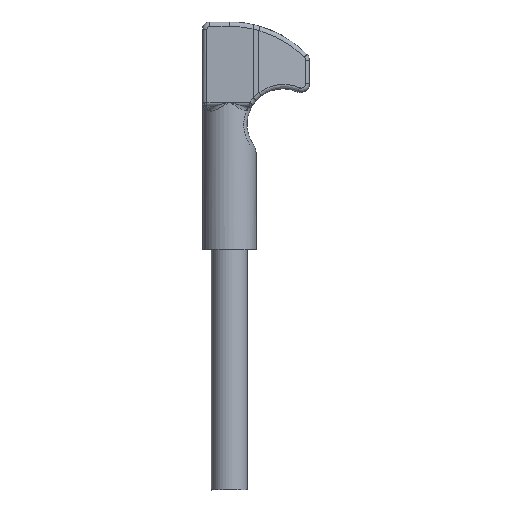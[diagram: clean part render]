
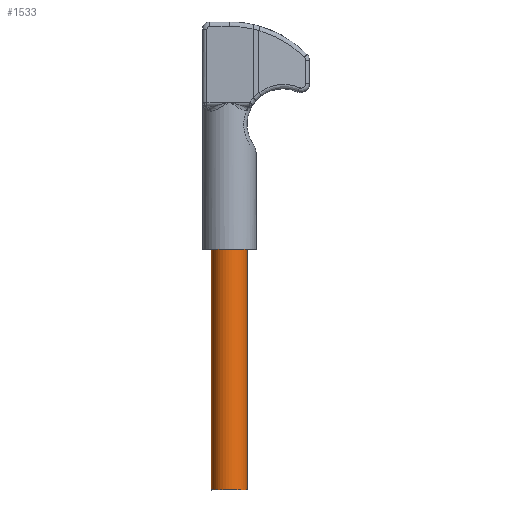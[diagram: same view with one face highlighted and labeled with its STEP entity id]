
A CAD part, left-side view. The second image highlights one B-rep face of the part: STEP entity #1533.
In plain terms, the highlighted cylindrical face has radius 6.35 mm (diameter 12.7 mm), a partial arc.
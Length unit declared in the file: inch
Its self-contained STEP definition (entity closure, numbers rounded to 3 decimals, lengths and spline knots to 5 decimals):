
#259 = LINE ( 'NONE', #9593, #2133 ) ;
#335 = DIRECTION ( 'NONE',  ( 0., 0., 1. ) ) ;
#410 = DIRECTION ( 'NONE',  ( 0., 0., -1. ) ) ;
#657 = VECTOR ( 'NONE', #13575, 39.37008 ) ;
#846 = ORIENTED_EDGE ( 'NONE', *, *, #2185, .T. ) ;
#1194 = AXIS2_PLACEMENT_3D ( 'NONE', #14479, #335, #4976 ) ;
#1247 = DIRECTION ( 'NONE',  ( 0., 0., -1. ) ) ;
#1395 = CARTESIAN_POINT ( 'NONE',  ( 0., 0., 3.375 ) ) ;
#1533 = ADVANCED_FACE ( 'NONE', ( #4748 ), #9371, .T. ) ;
#2069 = AXIS2_PLACEMENT_3D ( 'NONE', #3544, #410, #9751 ) ;
#2133 = VECTOR ( 'NONE', #1247, 39.37008 ) ;
#2185 = EDGE_CURVE ( 'NONE', #9164, #2815, #14306, .T. ) ;
#2815 = VERTEX_POINT ( 'NONE', #11020 ) ;
#3024 = EDGE_LOOP ( 'NONE', ( #14263, #10091, #6352, #846 ) ) ;
#3250 = LINE ( 'NONE', #6588, #657 ) ;
#3544 = CARTESIAN_POINT ( 'NONE',  ( 0., 0., 1.6875 ) ) ;
#3613 = DIRECTION ( 'NONE',  ( 0., 0., -1. ) ) ;
#4748 = FACE_OUTER_BOUND ( 'NONE', #3024, .T. ) ;
#4976 = DIRECTION ( 'NONE',  ( 0., 1., 0. ) ) ;
#5923 = CARTESIAN_POINT ( 'NONE',  ( 0., -0.25, 3.375 ) ) ;
#6352 = ORIENTED_EDGE ( 'NONE', *, *, #10707, .T. ) ;
#6422 = CIRCLE ( 'NONE', #8596, 0.25 ) ;
#6588 = CARTESIAN_POINT ( 'NONE',  ( 0., -0.25, 1.6875 ) ) ;
#7500 = CARTESIAN_POINT ( 'NONE',  ( 0., 0.25, 3.375 ) ) ;
#8596 = AXIS2_PLACEMENT_3D ( 'NONE', #1395, #3613, #14098 ) ;
#9164 = VERTEX_POINT ( 'NONE', #12678 ) ;
#9371 = CYLINDRICAL_SURFACE ( 'NONE', #2069, 0.25 ) ;
#9593 = CARTESIAN_POINT ( 'NONE',  ( 0., 0.25, 1.6875 ) ) ;
#9627 = VERTEX_POINT ( 'NONE', #5923 ) ;
#9751 = DIRECTION ( 'NONE',  ( 0., 1., 0. ) ) ;
#10091 = ORIENTED_EDGE ( 'NONE', *, *, #10199, .T. ) ;
#10199 = EDGE_CURVE ( 'NONE', #9627, #14594, #6422, .T. ) ;
#10665 = EDGE_CURVE ( 'NONE', #9627, #2815, #3250, .T. ) ;
#10707 = EDGE_CURVE ( 'NONE', #14594, #9164, #259, .T. ) ;
#11020 = CARTESIAN_POINT ( 'NONE',  ( 0., -0.25, 0. ) ) ;
#12678 = CARTESIAN_POINT ( 'NONE',  ( 0., 0.25, 0. ) ) ;
#13575 = DIRECTION ( 'NONE',  ( 0., 0., -1. ) ) ;
#14098 = DIRECTION ( 'NONE',  ( 0., 1., 0. ) ) ;
#14263 = ORIENTED_EDGE ( 'NONE', *, *, #10665, .F. ) ;
#14306 = CIRCLE ( 'NONE', #1194, 0.25 ) ;
#14479 = CARTESIAN_POINT ( 'NONE',  ( 0., 0., 0. ) ) ;
#14594 = VERTEX_POINT ( 'NONE', #7500 ) ;
